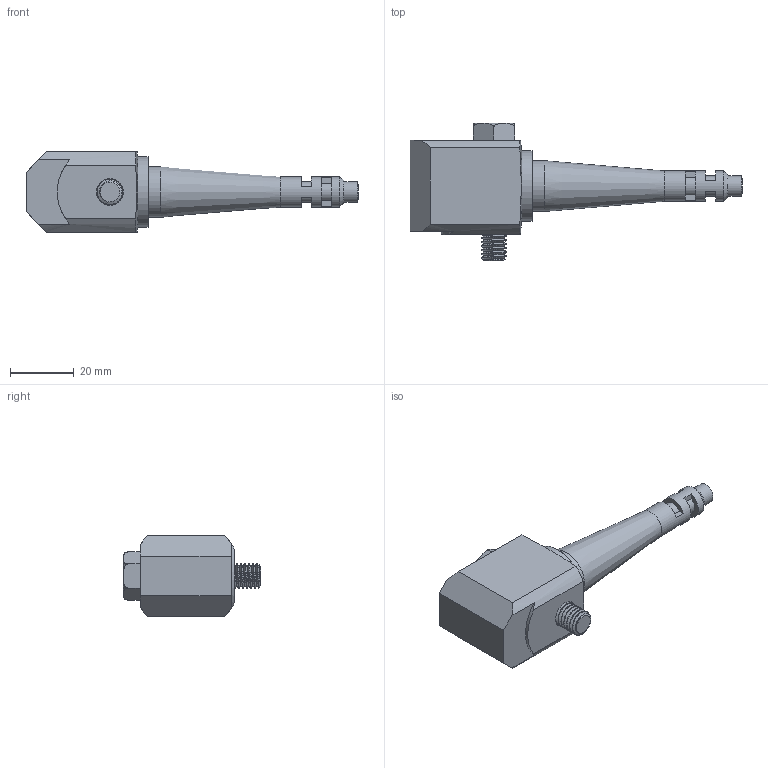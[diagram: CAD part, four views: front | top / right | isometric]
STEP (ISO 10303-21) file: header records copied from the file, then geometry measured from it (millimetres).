
FILE_DESCRIPTION(/* description */ (''),/* implementation_level */ '2;1');
FILE_NAME(/* name */ 'MASTER_M8_SIDE_EXIT_INTEGRAL_BLACK.stp',/* time_stamp */ '2017-04-26T13:40:10-04:00',/* author */ ('aneininger'),/* organization */ (''),/* preprocessor_version */ 'ST-DEVELOPER v16.5',/* originating_system */ 'Autodesk Inventor 2017',/* authorisation */ '');
FILE_SCHEMA (('AUTOMOTIVE_DESIGN { 1 0 10303 214 3 1 1 }'));
Length unit declared in the file: inch
Products named in the file (3): MASTER_M8_SIDE_EXIT_INTEGRAL_BLACK_STEP; MASTER_M8_SIDE_EXIT_INTEGRAL_BLACK; ACP32088
Assembly tree (2 placements, depth 2):
  MASTER_M8_SIDE_EXIT_INTEGRAL_BLACK_STEP
    MASTER_M8_SIDE_EXIT_INTEGRAL_BLACK
    ACP32088
Bounding box: 103.81 x 42.89 x 25.15 mm (x, y, z)
Volume: 32585.3 mm3; surface area: 9545.1 mm2
Topology: 2 solids, 2 shells, 395 faces, 691 edges, 364 vertices
Faces by surface type: cylinder 211, plane 168, bspline 7, cone 6, torus 3
Full cylindrical faces by diameter (mm): 0.128 x19, 0.203 x48, 1.575 x4, 3.937 x1, 4.445 x1, 4.572 x1, 6.274 x1, 6.35 x1, 6.655 x1, 8.407 x1, 9.525 x1, 15.875 x1, 22.047 x1
Entity records: 14516 total; most frequent: CARTESIAN_POINT 6372, DIRECTION 1816, ORIENTED_EDGE 1376, AXIS2_PLACEMENT_3D 839, EDGE_CURVE 616, EDGE_LOOP 527, CIRCLE 436, STYLED_ITEM 397
